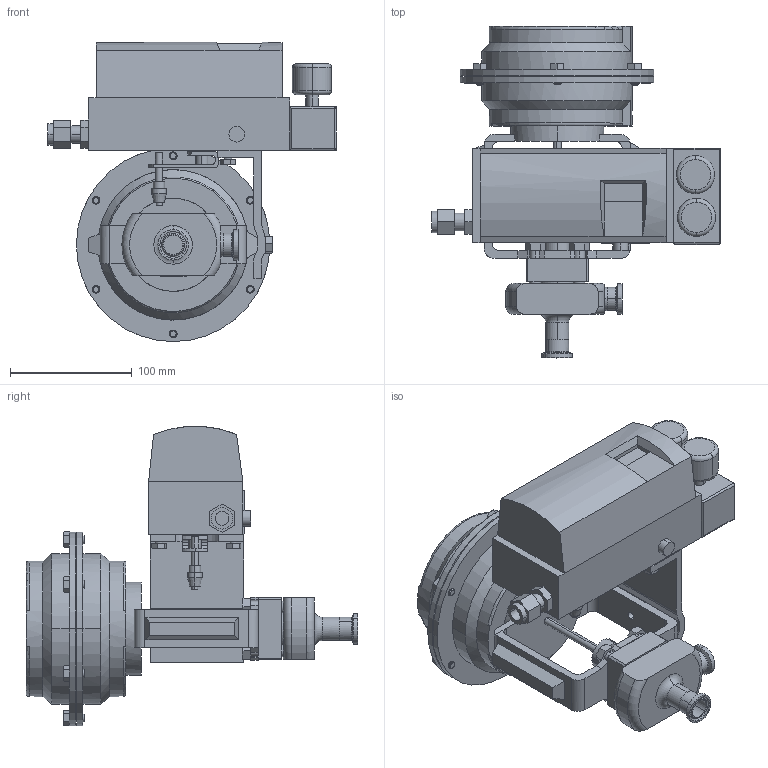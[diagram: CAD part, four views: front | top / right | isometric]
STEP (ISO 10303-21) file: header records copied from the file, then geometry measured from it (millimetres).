
FILE_DESCRIPTION (( 'STEP AP203' ), '1' );
FILE_NAME ('978SP-075-LF-14M-16IQ.STEP', '2017-06-14T19:43:33', ( '' ), ( '' ), 'SwSTEP 2.0', 'SolidWorks 2014', '' );
FILE_SCHEMA (( 'CONFIG_CONTROL_DESIGN' ));
Length unit declared in the file: inch
Products named in the file (2): 978SP-075-LF-14M-16IQ
Bounding box: 236.54 x 272.11 x 245.53 mm (x, y, z)
Volume: 2566206.4 mm3; surface area: 245481.5 mm2
Topology: 1 solids, 1 shells, 623 faces, 1545 edges, 965 vertices
Faces by surface type: plane 294, cylinder 177, cone 98, torus 30, bspline 22, sphere 2
Entity records: 23137 total; most frequent: CARTESIAN_POINT 8315, ORIENTED_EDGE 3082, DIRECTION 3007, EDGE_CURVE 1541, AXIS2_PLACEMENT_3D 1104, VERTEX_POINT 965, LINE 799, VECTOR 799
